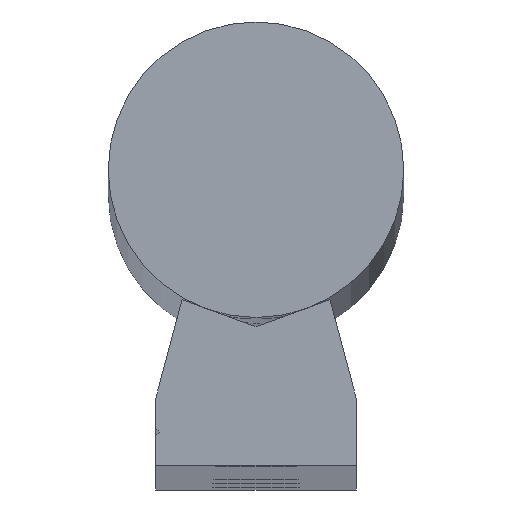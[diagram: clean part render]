
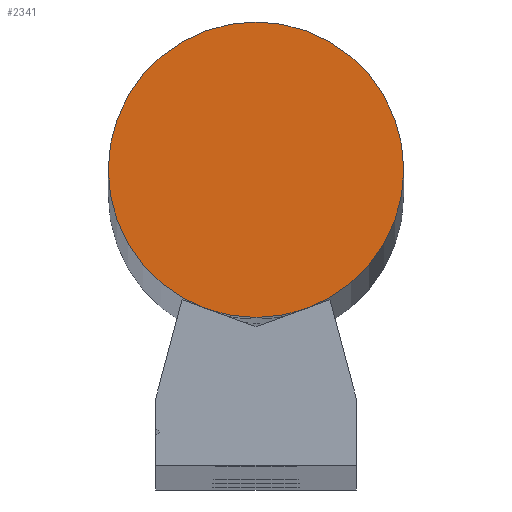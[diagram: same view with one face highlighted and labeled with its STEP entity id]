
A CAD part, top view. The second image highlights one B-rep face of the part: STEP entity #2341.
In plain terms, the highlighted planar face has unit normal (0, 0, 1).
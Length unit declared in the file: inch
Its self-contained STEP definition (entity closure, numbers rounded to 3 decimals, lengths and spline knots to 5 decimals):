
#390 = AXIS2_PLACEMENT_3D ( 'NONE', #3167, #715, #1735 ) ;
#431 = DIRECTION ( 'NONE',  ( 1., 0., 0. ) ) ;
#479 = FACE_OUTER_BOUND ( 'NONE', #1024, .T. ) ;
#679 = ORIENTED_EDGE ( 'NONE', *, *, #874, .T. ) ;
#715 = DIRECTION ( 'NONE',  ( 0., 0., 1. ) ) ;
#718 = DIRECTION ( 'NONE',  ( 0., 0., 1. ) ) ;
#758 = VERTEX_POINT ( 'NONE', #1379 ) ;
#874 = EDGE_CURVE ( 'NONE', #1326, #758, #1543, .T. ) ;
#1024 = EDGE_LOOP ( 'NONE', ( #679, #3120 ) ) ;
#1326 = VERTEX_POINT ( 'NONE', #1554 ) ;
#1359 = CIRCLE ( 'NONE', #2011, 0.375 ) ;
#1379 = CARTESIAN_POINT ( 'NONE',  ( -0.375, 0.75, 0. ) ) ;
#1543 = CIRCLE ( 'NONE', #390, 0.375 ) ;
#1554 = CARTESIAN_POINT ( 'NONE',  ( 0.375, 0.75, 0. ) ) ;
#1735 = DIRECTION ( 'NONE',  ( 1., 0., 0. ) ) ;
#1973 = CARTESIAN_POINT ( 'NONE',  ( 0., 0.75, 0. ) ) ;
#2011 = AXIS2_PLACEMENT_3D ( 'NONE', #2148, #718, #431 ) ;
#2148 = CARTESIAN_POINT ( 'NONE',  ( 0., 0.75, 0. ) ) ;
#2185 = DIRECTION ( 'NONE',  ( 0., 0., 1. ) ) ;
#2308 = AXIS2_PLACEMENT_3D ( 'NONE', #1973, #2185, #3673 ) ;
#2341 = ADVANCED_FACE ( 'NONE', ( #479 ), #3075, .T. ) ;
#2652 = EDGE_CURVE ( 'NONE', #758, #1326, #1359, .T. ) ;
#3075 = PLANE ( 'NONE',  #2308 ) ;
#3120 = ORIENTED_EDGE ( 'NONE', *, *, #2652, .T. ) ;
#3167 = CARTESIAN_POINT ( 'NONE',  ( 0., 0.75, 0. ) ) ;
#3673 = DIRECTION ( 'NONE',  ( 1., 0., 0. ) ) ;
